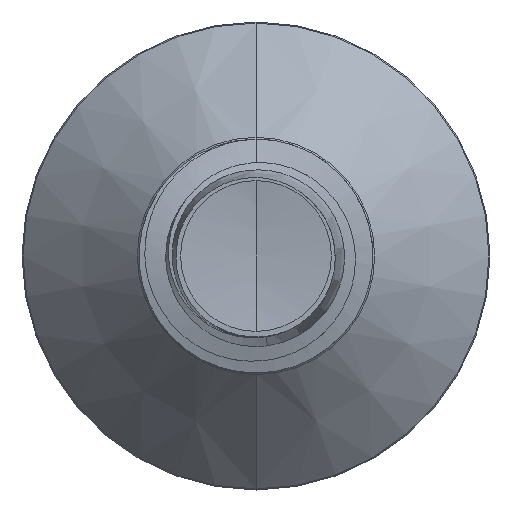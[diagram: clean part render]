
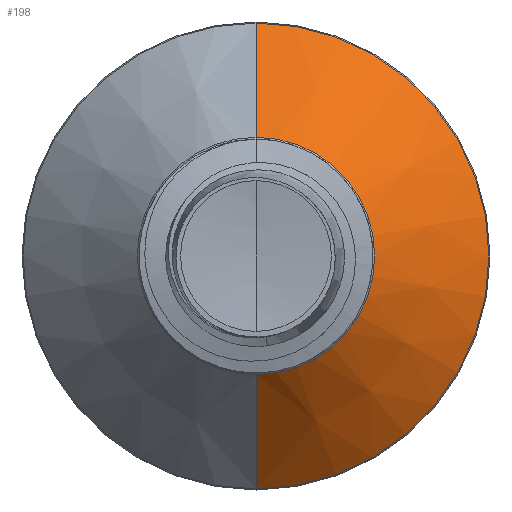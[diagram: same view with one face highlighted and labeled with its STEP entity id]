
A CAD part, front view. The second image highlights one B-rep face of the part: STEP entity #198.
In plain terms, the highlighted conical face has half-angle 45 degrees and reference radius 1.522 mm.
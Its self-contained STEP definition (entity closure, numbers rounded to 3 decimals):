
#198 = ADVANCED_FACE ( 'NONE', ( #5987 ), #8148, .T. ) ;
#328 = AXIS2_PLACEMENT_3D ( 'NONE', #1380, #1114, #3199 ) ;
#335 = CARTESIAN_POINT ( 'NONE',  ( 0., 3.437, 0. ) ) ;
#456 = DIRECTION ( 'NONE',  ( 0., 0., 1. ) ) ;
#1114 = DIRECTION ( 'NONE',  ( 0., 1., 0. ) ) ;
#1239 = EDGE_CURVE ( 'NONE', #3626, #11340, #7611, .T. ) ;
#1255 = ORIENTED_EDGE ( 'NONE', *, *, #5154, .F. ) ;
#1380 = CARTESIAN_POINT ( 'NONE',  ( 0., 1.972, 0. ) ) ;
#1387 = DIRECTION ( 'NONE',  ( 0., 0.707, -0.707 ) ) ;
#1598 = DIRECTION ( 'NONE',  ( 0., 0., 1. ) ) ;
#3135 = CIRCLE ( 'NONE', #10813, 1.522 ) ;
#3199 = DIRECTION ( 'NONE',  ( 0., 0., 1. ) ) ;
#3626 = VERTEX_POINT ( 'NONE', #9464 ) ;
#3932 = ORIENTED_EDGE ( 'NONE', *, *, #4964, .F. ) ;
#4447 = CARTESIAN_POINT ( 'NONE',  ( 0., 3.437, 2.987 ) ) ;
#4964 = EDGE_CURVE ( 'NONE', #8659, #11340, #11291, .T. ) ;
#5014 = EDGE_CURVE ( 'NONE', #5460, #3626, #3135, .T. ) ;
#5154 = EDGE_CURVE ( 'NONE', #5460, #8659, #7162, .T. ) ;
#5460 = VERTEX_POINT ( 'NONE', #8523 ) ;
#5591 = VECTOR ( 'NONE', #1387, 1000. ) ;
#5689 = CARTESIAN_POINT ( 'NONE',  ( 0., 1.972, 1.522 ) ) ;
#5987 = FACE_OUTER_BOUND ( 'NONE', #10009, .T. ) ;
#6133 = ORIENTED_EDGE ( 'NONE', *, *, #1239, .T. ) ;
#6156 = DIRECTION ( 'NONE',  ( 0., 1., 0. ) ) ;
#6808 = CARTESIAN_POINT ( 'NONE',  ( 0., 1.972, -1.522 ) ) ;
#6949 = DIRECTION ( 'NONE',  ( 0., 1., 0. ) ) ;
#7162 = LINE ( 'NONE', #5689, #8889 ) ;
#7611 = LINE ( 'NONE', #6808, #5591 ) ;
#8148 = CONICAL_SURFACE ( 'NONE', #328, 1.522, 0.785 ) ;
#8523 = CARTESIAN_POINT ( 'NONE',  ( 0., 1.972, 1.522 ) ) ;
#8659 = VERTEX_POINT ( 'NONE', #4447 ) ;
#8889 = VECTOR ( 'NONE', #8896, 1000. ) ;
#8896 = DIRECTION ( 'NONE',  ( 0., 0.707, 0.707 ) ) ;
#9464 = CARTESIAN_POINT ( 'NONE',  ( 0., 1.972, -1.522 ) ) ;
#10009 = EDGE_LOOP ( 'NONE', ( #11108, #6133, #3932, #1255 ) ) ;
#10283 = AXIS2_PLACEMENT_3D ( 'NONE', #335, #6949, #1598 ) ;
#10813 = AXIS2_PLACEMENT_3D ( 'NONE', #11154, #6156, #456 ) ;
#11108 = ORIENTED_EDGE ( 'NONE', *, *, #5014, .T. ) ;
#11154 = CARTESIAN_POINT ( 'NONE',  ( 0., 1.972, 0. ) ) ;
#11291 = CIRCLE ( 'NONE', #10283, 2.987 ) ;
#11317 = CARTESIAN_POINT ( 'NONE',  ( 0., 3.437, -2.987 ) ) ;
#11340 = VERTEX_POINT ( 'NONE', #11317 ) ;
